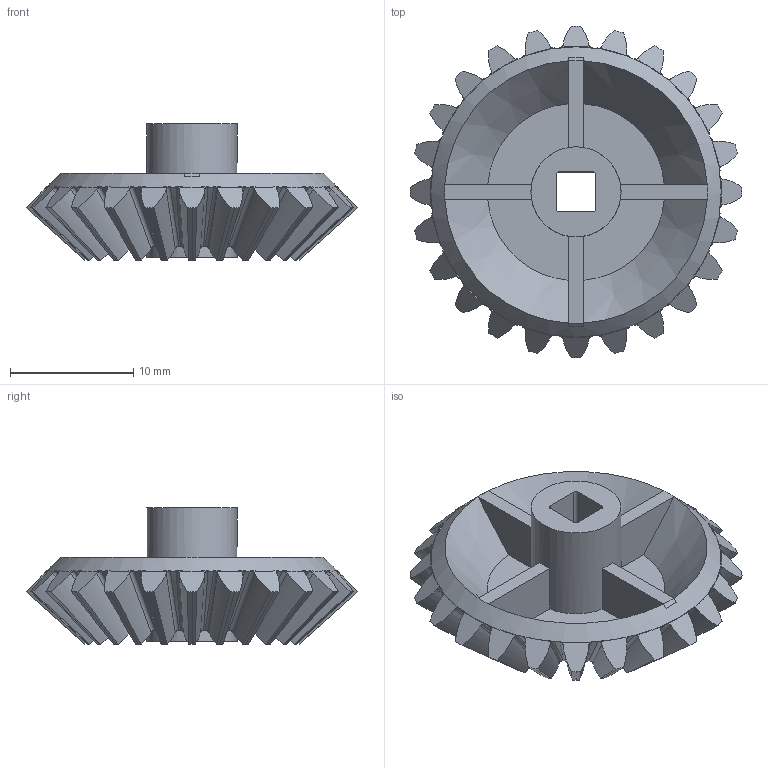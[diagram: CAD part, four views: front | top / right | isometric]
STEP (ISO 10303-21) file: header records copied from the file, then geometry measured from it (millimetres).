
FILE_DESCRIPTION(/* description */ (''),/* implementation_level */ '2;1');
FILE_NAME(/* name */ '24-Tooth Bevel Gear.ipt.step',/* time_stamp */ '2020-04-16T22:54:18-04:00',/* author */ ('Jordan'),/* organization */ (''),/* preprocessor_version */ 'ST-DEVELOPER v17',/* originating_system */ 'Autodesk Inventor 2019',/* authorisation */ '');
FILE_SCHEMA (('AUTOMOTIVE_DESIGN { 1 0 10303 214 3 1 1 }'));
Length unit declared in the file: inch
Products named in the file (1): 24-Tooth Bevel Gear
Bounding box: 26.9 x 26.9 x 11.04 mm (x, y, z)
Volume: 1599.8 mm3; surface area: 2872.4 mm2
Topology: 25 solids, 25 shells, 282 faces, 688 edges, 457 vertices
Faces by surface type: bspline 192, plane 77, cone 7, cylinder 6
Full cylindrical faces by diameter (mm): 7.3 x2
Entity records: 14578 total; most frequent: CARTESIAN_POINT 8664, ORIENTED_EDGE 1376, DIRECTION 895, EDGE_CURVE 688, VERTEX_POINT 457, AXIS2_PLACEMENT_3D 324, EDGE_LOOP 285, FACE_OUTER_BOUND 282
